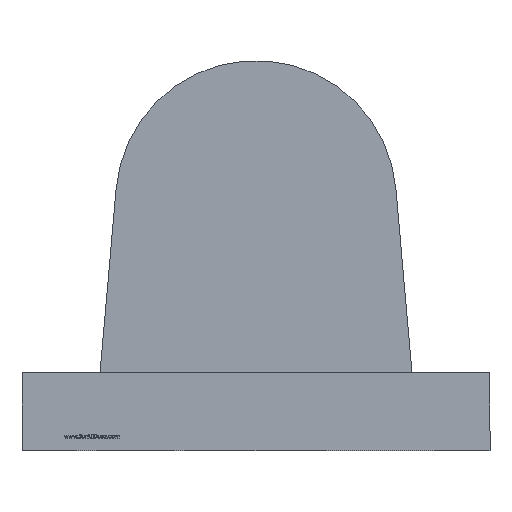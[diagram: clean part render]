
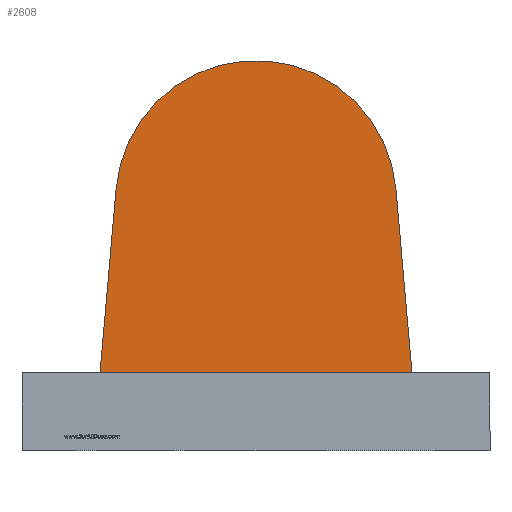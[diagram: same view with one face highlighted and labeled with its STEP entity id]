
A CAD part, top view. The second image highlights one B-rep face of the part: STEP entity #2608.
In plain terms, the highlighted planar face has unit normal (0, 0, 1).
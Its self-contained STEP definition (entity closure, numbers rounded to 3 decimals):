
#48 = FACE_OUTER_BOUND ( 'NONE', #598, .T. ) ;
#54 = AXIS2_PLACEMENT_3D ( 'NONE', #2750, #2751, #2752 ) ;
#234 = EDGE_CURVE ( 'NONE', #17705, #17710, #4326, .T. ) ;
#598 = EDGE_LOOP ( 'NONE', ( #16243, #16147, #16249, #16241 ) ) ;
#939 = CIRCLE ( 'NONE', #9754, 0.9 ) ;
#1761 = EDGE_CURVE ( 'NONE', #17706, #17708, #13690, .T. ) ;
#1762 = EDGE_CURVE ( 'NONE', #17705, #17706, #939, .T. ) ;
#1772 = EDGE_CURVE ( 'NONE', #17708, #17710, #13747, .T. ) ;
#2608 = ADVANCED_FACE ( 'NONE', ( #48 ), #2749, .T. ) ;
#2749 = PLANE ( 'NONE',  #54 ) ;
#2750 = CARTESIAN_POINT ( 'NONE',  ( -0.027, -3.008, 0.5 ) ) ;
#2751 = DIRECTION ( 'NONE',  ( 0., 0., 1. ) ) ;
#2752 = DIRECTION ( 'NONE',  ( 1., 0., 0. ) ) ;
#4326 = LINE ( 'NONE', #4327, #9733 ) ;
#4327 = CARTESIAN_POINT ( 'NONE',  ( 1.276, -2.894, 0.5 ) ) ;
#4328 = DIRECTION ( 'NONE',  ( 0.087, -0.996, 0. ) ) ;
#9733 = VECTOR ( 'NONE', #4328, 1000. ) ;
#9753 = VECTOR ( 'NONE', #13692, 1000. ) ;
#9754 = AXIS2_PLACEMENT_3D ( 'NONE', #13686, #13693, #13694 ) ;
#9762 = VECTOR ( 'NONE', #13749, 1000. ) ;
#13686 = CARTESIAN_POINT ( 'NONE',  ( 0., 1.35, 0.5 ) ) ;
#13690 = LINE ( 'NONE', #13691, #9753 ) ;
#13691 = CARTESIAN_POINT ( 'NONE',  ( -1.276, -2.898, 0.5 ) ) ;
#13692 = DIRECTION ( 'NONE',  ( -0.087, -0.996, 0. ) ) ;
#13693 = DIRECTION ( 'NONE',  ( 0., 0., 1. ) ) ;
#13694 = DIRECTION ( 'NONE',  ( 1., 0., 0. ) ) ;
#13747 = LINE ( 'NONE', #13748, #9762 ) ;
#13748 = CARTESIAN_POINT ( 'NONE',  ( -0.027, 0.25, 0.5 ) ) ;
#13749 = DIRECTION ( 'NONE',  ( 1., 0., 0. ) ) ;
#16033 = CARTESIAN_POINT ( 'NONE',  ( 0.897, 1.429, 0.5 ) ) ;
#16034 = CARTESIAN_POINT ( 'NONE',  ( -0.897, 1.429, 0.5 ) ) ;
#16036 = CARTESIAN_POINT ( 'NONE',  ( -1., 0.25, 0.5 ) ) ;
#16038 = CARTESIAN_POINT ( 'NONE',  ( 1., 0.25, 0.5 ) ) ;
#16147 = ORIENTED_EDGE ( 'NONE', *, *, #1762, .T. ) ;
#16241 = ORIENTED_EDGE ( 'NONE', *, *, #1772, .T. ) ;
#16243 = ORIENTED_EDGE ( 'NONE', *, *, #234, .F. ) ;
#16249 = ORIENTED_EDGE ( 'NONE', *, *, #1761, .T. ) ;
#17705 = VERTEX_POINT ( 'NONE', #16033 ) ;
#17706 = VERTEX_POINT ( 'NONE', #16034 ) ;
#17708 = VERTEX_POINT ( 'NONE', #16036 ) ;
#17710 = VERTEX_POINT ( 'NONE', #16038 ) ;
